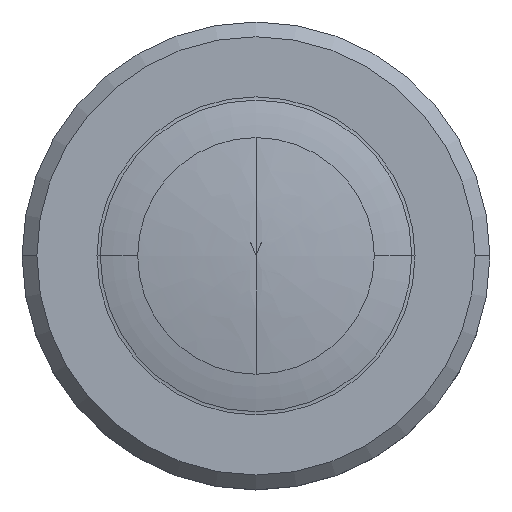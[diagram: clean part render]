
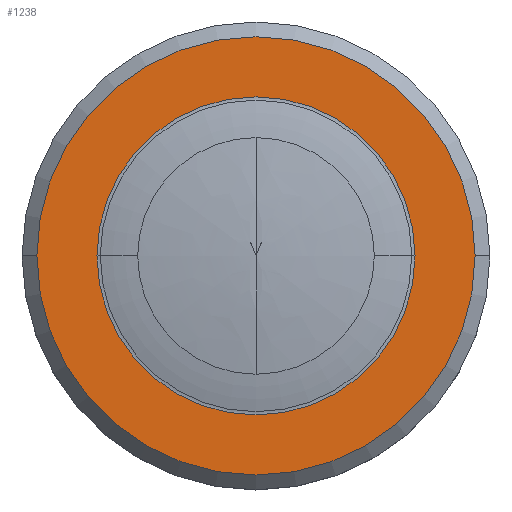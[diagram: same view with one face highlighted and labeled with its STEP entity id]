
A CAD part, top view. The second image highlights one B-rep face of the part: STEP entity #1238.
In plain terms, the highlighted planar face has unit normal (0, 0, 1).
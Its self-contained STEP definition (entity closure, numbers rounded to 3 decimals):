
#77 = ORIENTED_EDGE ( 'NONE', *, *, #432, .T. ) ;
#78 = FACE_BOUND ( 'NONE', #885, .T. ) ;
#109 = PLANE ( 'NONE',  #376 ) ;
#147 = VERTEX_POINT ( 'NONE', #397 ) ;
#158 = CARTESIAN_POINT ( 'NONE',  ( 0., 0., 2.807 ) ) ;
#177 = CIRCLE ( 'NONE', #757, 2.962 ) ;
#193 = EDGE_LOOP ( 'NONE', ( #77, #264 ) ) ;
#203 = DIRECTION ( 'NONE',  ( 0., 0., -1. ) ) ;
#209 = DIRECTION ( 'NONE',  ( 1., 0., 0. ) ) ;
#220 = CARTESIAN_POINT ( 'NONE',  ( 0., 0., 2.807 ) ) ;
#264 = ORIENTED_EDGE ( 'NONE', *, *, #1246, .T. ) ;
#295 = CIRCLE ( 'NONE', #1357, 2.15 ) ;
#323 = DIRECTION ( 'NONE',  ( -1., 0., 0. ) ) ;
#335 = AXIS2_PLACEMENT_3D ( 'NONE', #718, #415, #209 ) ;
#367 = DIRECTION ( 'NONE',  ( 1., 0., 0. ) ) ;
#370 = DIRECTION ( 'NONE',  ( 1., 0., 0. ) ) ;
#376 = AXIS2_PLACEMENT_3D ( 'NONE', #445, #804, #370 ) ;
#397 = CARTESIAN_POINT ( 'NONE',  ( 2.15, 0., 2.807 ) ) ;
#415 = DIRECTION ( 'NONE',  ( 0., 0., 1. ) ) ;
#432 = EDGE_CURVE ( 'NONE', #1194, #994, #582, .T. ) ;
#441 = CARTESIAN_POINT ( 'NONE',  ( 2.962, 0., 2.807 ) ) ;
#445 = CARTESIAN_POINT ( 'NONE',  ( 0., 3.163, 2.807 ) ) ;
#473 = EDGE_CURVE ( 'NONE', #1022, #147, #295, .T. ) ;
#581 = ORIENTED_EDGE ( 'NONE', *, *, #1182, .T. ) ;
#582 = CIRCLE ( 'NONE', #335, 2.962 ) ;
#652 = FACE_OUTER_BOUND ( 'NONE', #193, .T. ) ;
#695 = DIRECTION ( 'NONE',  ( 0., 0., 1. ) ) ;
#718 = CARTESIAN_POINT ( 'NONE',  ( 0., 0., 2.807 ) ) ;
#757 = AXIS2_PLACEMENT_3D ( 'NONE', #158, #695, #367 ) ;
#804 = DIRECTION ( 'NONE',  ( 0., 0., 1. ) ) ;
#825 = DIRECTION ( 'NONE',  ( -1., 0., 0. ) ) ;
#855 = DIRECTION ( 'NONE',  ( 0., 0., -1. ) ) ;
#885 = EDGE_LOOP ( 'NONE', ( #1322, #581 ) ) ;
#994 = VERTEX_POINT ( 'NONE', #441 ) ;
#1022 = VERTEX_POINT ( 'NONE', #1079 ) ;
#1060 = CARTESIAN_POINT ( 'NONE',  ( 0., 0., 2.807 ) ) ;
#1079 = CARTESIAN_POINT ( 'NONE',  ( -2.15, 0., 2.807 ) ) ;
#1182 = EDGE_CURVE ( 'NONE', #147, #1022, #1207, .T. ) ;
#1194 = VERTEX_POINT ( 'NONE', #1306 ) ;
#1201 = AXIS2_PLACEMENT_3D ( 'NONE', #220, #855, #323 ) ;
#1207 = CIRCLE ( 'NONE', #1201, 2.15 ) ;
#1238 = ADVANCED_FACE ( 'NONE', ( #652, #78 ), #109, .T. ) ;
#1246 = EDGE_CURVE ( 'NONE', #994, #1194, #177, .T. ) ;
#1306 = CARTESIAN_POINT ( 'NONE',  ( -2.962, 0., 2.807 ) ) ;
#1322 = ORIENTED_EDGE ( 'NONE', *, *, #473, .T. ) ;
#1357 = AXIS2_PLACEMENT_3D ( 'NONE', #1060, #203, #825 ) ;
